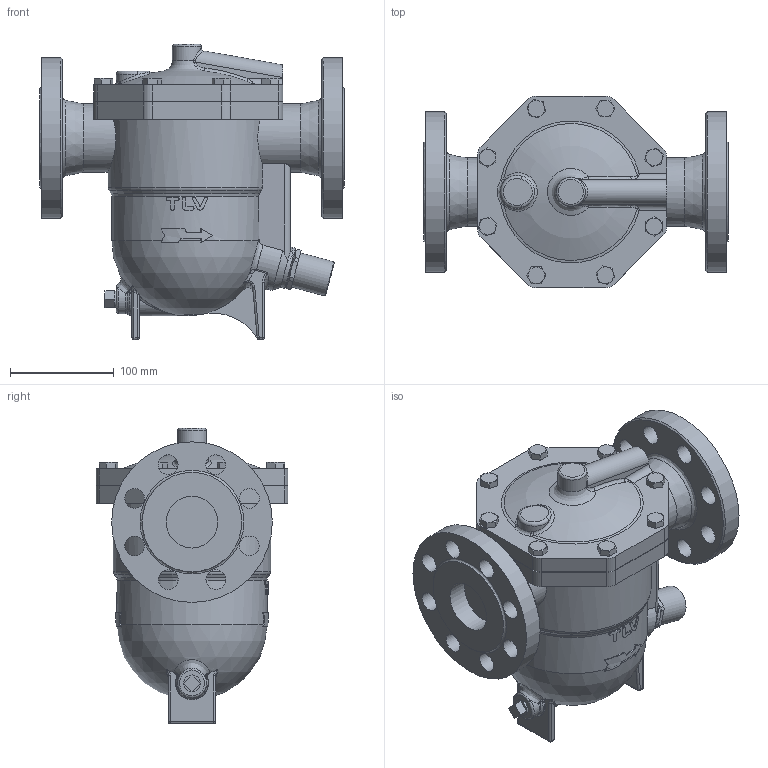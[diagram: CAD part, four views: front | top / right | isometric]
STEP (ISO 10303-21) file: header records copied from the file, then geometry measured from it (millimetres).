
FILE_DESCRIPTION((''),'2;1');
FILE_NAME('j7x00-050-jis20-00.stp','2010-11-11T16:36:38',('nakaot'),(''),'Autodesk Inventor 2008','Autodesk Inventor 2008','');
FILE_SCHEMA(('AUTOMOTIVE_DESIGN { 1 0 10303 214 1 1 1 1 }'));
Length unit declared in the file: millimetre
Products named in the file (1): j7x00-050-jis20-00
Bounding box: 294 x 185 x 285 mm (x, y, z)
Volume: 5152432.5 mm3; surface area: 320651.1 mm2
Topology: 1 solids, 1 shells, 447 faces, 1097 edges, 673 vertices
Faces by surface type: plane 154, bspline 126, cylinder 93, cone 59, sphere 10, torus 5
Full cylindrical faces by diameter (mm): 10 x16, 19 x8, 28 x1, 34 x1, 40 x1, 50 x1, 66 x2, 150 x1, 155 x1
Entity records: 26313 total; most frequent: CARTESIAN_POINT 16987, ORIENTED_EDGE 2002, DIRECTION 1693, EDGE_CURVE 1001, AXIS2_PLACEMENT_3D 691, VERTEX_POINT 658, EDGE_LOOP 597, FACE_OUTER_BOUND 447
